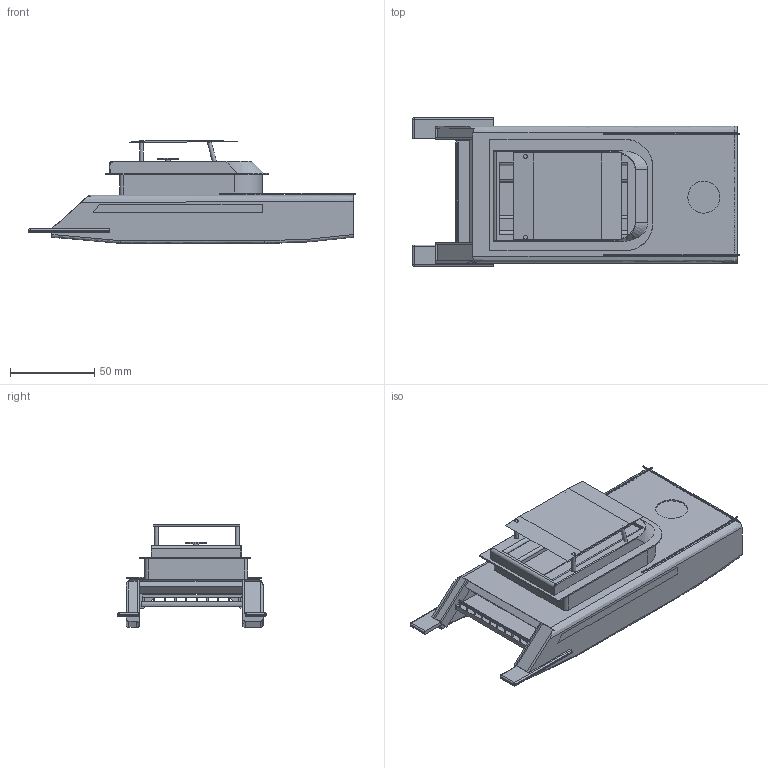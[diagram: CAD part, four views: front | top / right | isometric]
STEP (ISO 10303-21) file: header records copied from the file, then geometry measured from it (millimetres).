
FILE_DESCRIPTION(('FreeCAD Model'),'2;1');
FILE_NAME('Open CASCADE Shape Model','2025-05-05T06:10:41',('FreeCAD'),( 'FreeCAD'),'Open CASCADE STEP processor 7.6','FreeCAD','Unknown');
FILE_SCHEMA(('AUTOMOTIVE_DESIGN { 1 0 10303 214 1 1 1 1 }'));
Length unit declared in the file: millimetre
Products named in the file (1): Open CASCADE STEP translator 7.6 1
Bounding box: 193.7 x 88.18 x 60.97 mm (x, y, z)
Volume: 280417.2 mm3; surface area: 110179.1 mm2
Topology: 21 solids, 21 shells, 418 faces, 887 edges, 588 vertices
Faces by surface type: bspline 418
Entity records: 14299 total; most frequent: CARTESIAN_POINT 8693, ORIENTED_EDGE 1774, EDGE_CURVE 887, B_SPLINE_CURVE_WITH_KNOTS 626, VERTEX_POINT 588, FACE_BOUND 497, EDGE_LOOP 497, ADVANCED_FACE 418
